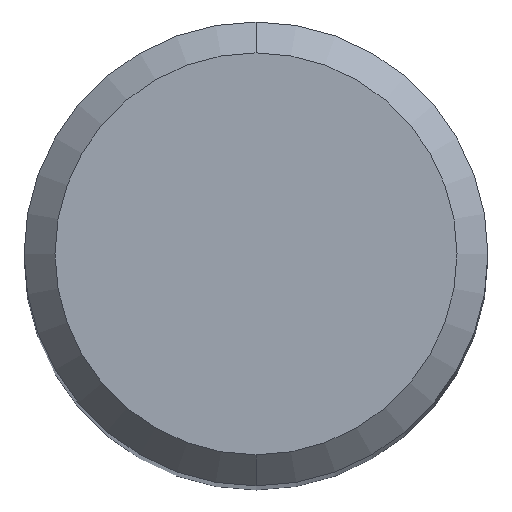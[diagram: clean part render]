
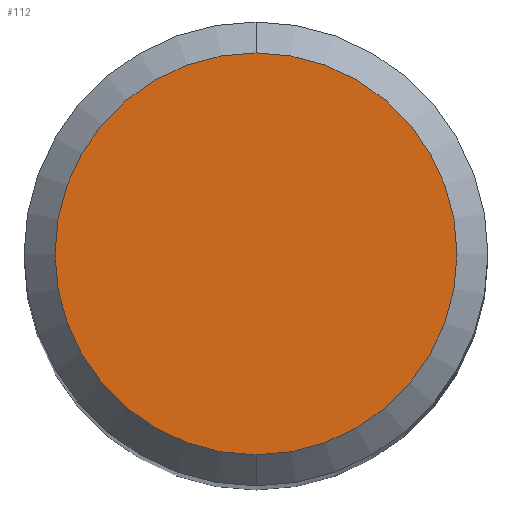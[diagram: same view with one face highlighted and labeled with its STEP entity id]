
A CAD part, top view. The second image highlights one B-rep face of the part: STEP entity #112.
In plain terms, the highlighted planar face has unit normal (0, 0, 1).
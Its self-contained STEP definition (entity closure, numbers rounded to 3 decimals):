
#108=VERTEX_POINT('',#274);
#112=ADVANCED_FACE('',(#279),#280,.T.);
#126=EDGE_CURVE('',#236,#108,#295,.T.);
#186=EDGE_CURVE('',#108,#236,#363,.T.);
#236=VERTEX_POINT('',#418);
#274=CARTESIAN_POINT('',(0.,-2.6,0.0));
#279=FACE_OUTER_BOUND('',#455,.T.);
#280=PLANE('',#456);
#295=CIRCLE('',#475,2.6);
#363=CIRCLE('',#563,2.6);
#418=CARTESIAN_POINT('',(0.0,2.6,0.0));
#455=EDGE_LOOP('',(#670,#671));
#456=AXIS2_PLACEMENT_3D('',#672,#673,#674);
#475=AXIS2_PLACEMENT_3D('',#687,#688,#689);
#563=AXIS2_PLACEMENT_3D('',#780,#781,#782);
#670=ORIENTED_EDGE('',*,*,#126,.F.);
#671=ORIENTED_EDGE('',*,*,#186,.F.);
#672=CARTESIAN_POINT('',(0.0,1.3,0.0));
#673=DIRECTION('',(-0.0,0.0,1.0));
#674=DIRECTION('',(0.0,-1.0,0.0));
#687=CARTESIAN_POINT('',(0.0,0.0,0.0));
#688=DIRECTION('',(0.0,0.0,-1.0));
#689=DIRECTION('',(0.0,1.0,0.0));
#780=CARTESIAN_POINT('',(0.0,0.0,0.0));
#781=DIRECTION('',(0.0,0.0,-1.0));
#782=DIRECTION('',(0.0,1.0,0.0));
